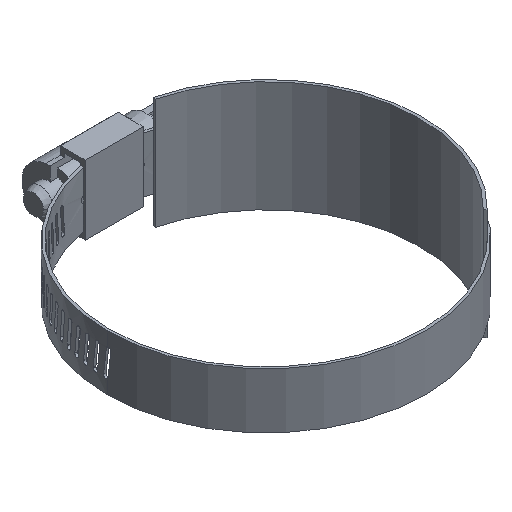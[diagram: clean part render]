
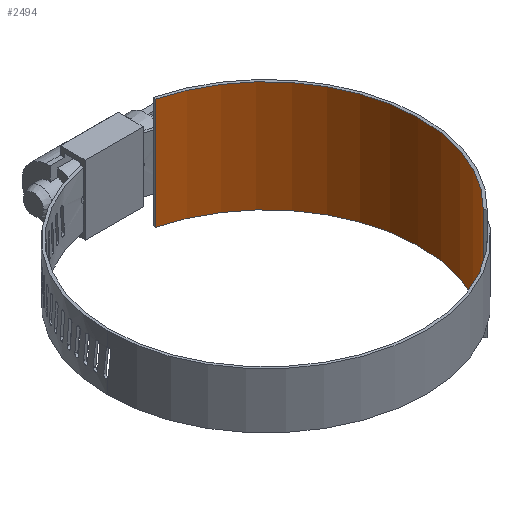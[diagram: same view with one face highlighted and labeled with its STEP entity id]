
A CAD part, isometric view. The second image highlights one B-rep face of the part: STEP entity #2494.
In plain terms, the highlighted cylindrical face has radius 35.179 mm (diameter 70.358 mm), a partial arc.
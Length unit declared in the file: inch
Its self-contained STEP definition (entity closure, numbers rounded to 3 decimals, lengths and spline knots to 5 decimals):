
#94 = EDGE_CURVE ( 'NONE', #5215, #4728, #3584, .T. ) ;
#530 = CIRCLE ( 'NONE', #2077, 1.385 ) ;
#788 = ORIENTED_EDGE ( 'NONE', *, *, #4931, .F. ) ;
#935 = DIRECTION ( 'NONE',  ( 0., 0., -1. ) ) ;
#1317 = CARTESIAN_POINT ( 'NONE',  ( 0., 1.385, -0.5 ) ) ;
#2077 = AXIS2_PLACEMENT_3D ( 'NONE', #3846, #4270, #2358 ) ;
#2134 = VECTOR ( 'NONE', #935, 39.37008 ) ;
#2228 = CARTESIAN_POINT ( 'NONE',  ( 0., 1.385, 0.5 ) ) ;
#2307 = EDGE_CURVE ( 'NONE', #4728, #4831, #3365, .T. ) ;
#2358 = DIRECTION ( 'NONE',  ( 1., 0., 0. ) ) ;
#2494 = ADVANCED_FACE ( 'NONE', ( #4042 ), #3551, .F. ) ;
#2517 = CARTESIAN_POINT ( 'NONE',  ( 1.17575, -0.732, 0.5 ) ) ;
#2777 = ORIENTED_EDGE ( 'NONE', *, *, #94, .T. ) ;
#2809 = CARTESIAN_POINT ( 'NONE',  ( 0., 1.385, 0.5 ) ) ;
#2998 = VECTOR ( 'NONE', #4930, 39.37008 ) ;
#3093 = CARTESIAN_POINT ( 'NONE',  ( 0., 0., 0.5 ) ) ;
#3365 = LINE ( 'NONE', #2809, #2134 ) ;
#3406 = VERTEX_POINT ( 'NONE', #4792 ) ;
#3551 = CYLINDRICAL_SURFACE ( 'NONE', #4333, 1.385 ) ;
#3584 = CIRCLE ( 'NONE', #4215, 1.385 ) ;
#3712 = DIRECTION ( 'NONE',  ( 1., 0., 0. ) ) ;
#3846 = CARTESIAN_POINT ( 'NONE',  ( 0., 0., -0.5 ) ) ;
#4006 = DIRECTION ( 'NONE',  ( 0., 0., -1. ) ) ;
#4042 = FACE_OUTER_BOUND ( 'NONE', #6028, .T. ) ;
#4209 = CARTESIAN_POINT ( 'NONE',  ( 0., 0., 0.5 ) ) ;
#4215 = AXIS2_PLACEMENT_3D ( 'NONE', #4209, #6059, #3712 ) ;
#4262 = CARTESIAN_POINT ( 'NONE',  ( 1.17575, -0.732, 0.5 ) ) ;
#4270 = DIRECTION ( 'NONE',  ( 0., 0., 1. ) ) ;
#4333 = AXIS2_PLACEMENT_3D ( 'NONE', #3093, #4006, #4590 ) ;
#4590 = DIRECTION ( 'NONE',  ( -1., 0., 0. ) ) ;
#4728 = VERTEX_POINT ( 'NONE', #2228 ) ;
#4792 = CARTESIAN_POINT ( 'NONE',  ( 1.17575, -0.732, -0.5 ) ) ;
#4831 = VERTEX_POINT ( 'NONE', #1317 ) ;
#4930 = DIRECTION ( 'NONE',  ( 0., 0., -1. ) ) ;
#4931 = EDGE_CURVE ( 'NONE', #3406, #4831, #530, .T. ) ;
#5000 = ORIENTED_EDGE ( 'NONE', *, *, #5015, .F. ) ;
#5015 = EDGE_CURVE ( 'NONE', #5215, #3406, #5343, .T. ) ;
#5215 = VERTEX_POINT ( 'NONE', #4262 ) ;
#5343 = LINE ( 'NONE', #2517, #2998 ) ;
#5879 = ORIENTED_EDGE ( 'NONE', *, *, #2307, .T. ) ;
#6028 = EDGE_LOOP ( 'NONE', ( #788, #5000, #2777, #5879 ) ) ;
#6059 = DIRECTION ( 'NONE',  ( 0., 0., 1. ) ) ;
